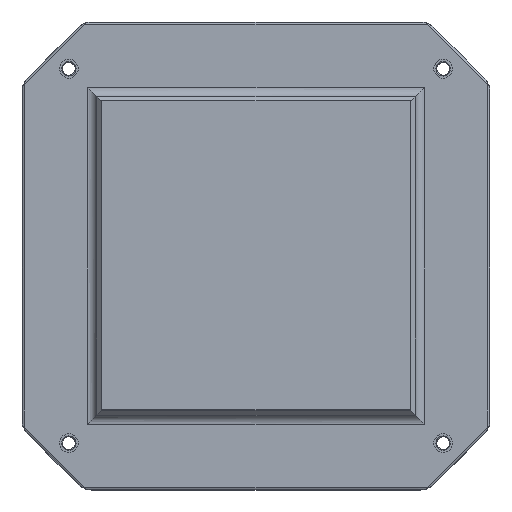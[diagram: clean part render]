
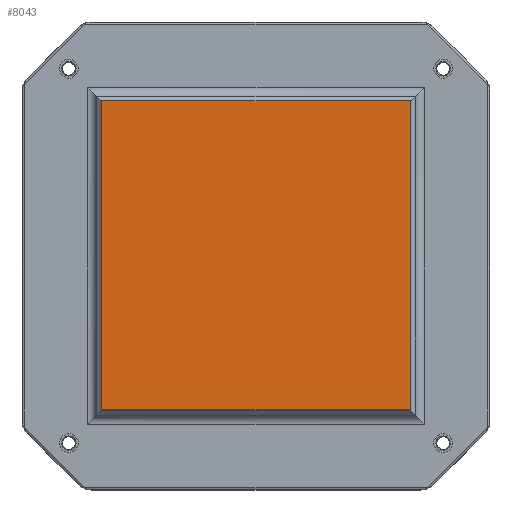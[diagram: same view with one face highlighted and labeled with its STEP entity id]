
A CAD part, top view. The second image highlights one B-rep face of the part: STEP entity #8043.
In plain terms, the highlighted planar face has unit normal (0, 0, 1).
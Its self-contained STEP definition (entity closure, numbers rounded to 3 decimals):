
#8043=ADVANCED_FACE('',(#21181),#21182,.T.);
#8073=VERTEX_POINT('',#21218);
#8771=VERTEX_POINT('',#21981);
#9771=EDGE_CURVE('',#8771,#8073,#23211,.T.);
#13975=VERTEX_POINT('',#28068);
#15193=EDGE_CURVE('',#15947,#8771,#29556,.T.);
#15865=EDGE_CURVE('',#13975,#15947,#30372,.T.);
#15947=VERTEX_POINT('',#30464);
#17505=EDGE_CURVE('',#8073,#13975,#32196,.T.);
#21181=FACE_OUTER_BOUND('',#36644,.T.);
#21182=PLANE('',#36645);
#21218=CARTESIAN_POINT('',(165.0,165.0,565.0));
#21981=CARTESIAN_POINT('',(-165.0,165.0,565.0));
#23211=LINE('',#39266,#39267);
#28068=CARTESIAN_POINT('',(165.0,-165.0,565.0));
#29556=LINE('',#47362,#47363);
#30372=LINE('',#48418,#48419);
#30464=CARTESIAN_POINT('',(-165.0,-165.0,565.0));
#32196=LINE('',#50795,#50796);
#36644=EDGE_LOOP('',(#55632,#55633,#55634,#55635));
#36645=AXIS2_PLACEMENT_3D('',#55636,#55637,#55638);
#39266=CARTESIAN_POINT('',(165.0,165.0,565.0));
#39267=VECTOR('',#58117,1.0);
#47362=CARTESIAN_POINT('',(-165.0,165.0,565.0));
#47363=VECTOR('',#66086,1.0);
#48418=CARTESIAN_POINT('',(-165.0,-165.0,565.0));
#48419=VECTOR('',#67105,1.0);
#50795=CARTESIAN_POINT('',(165.0,-165.0,565.0));
#50796=VECTOR('',#69325,1.0);
#55632=ORIENTED_EDGE('',*,*,#15865,.F.);
#55633=ORIENTED_EDGE('',*,*,#17505,.F.);
#55634=ORIENTED_EDGE('',*,*,#9771,.F.);
#55635=ORIENTED_EDGE('',*,*,#15193,.F.);
#55636=CARTESIAN_POINT('',(0.0,0.,565.0));
#55637=DIRECTION('',(0.0,0.0,1.0));
#55638=DIRECTION('',(1.0,0.0,0.0));
#58117=DIRECTION('',(1.0,0.0,0.0));
#66086=DIRECTION('',(0.0,1.0,0.0));
#67105=DIRECTION('',(-1.0,0.0,0.0));
#69325=DIRECTION('',(0.0,-1.0,0.0));
